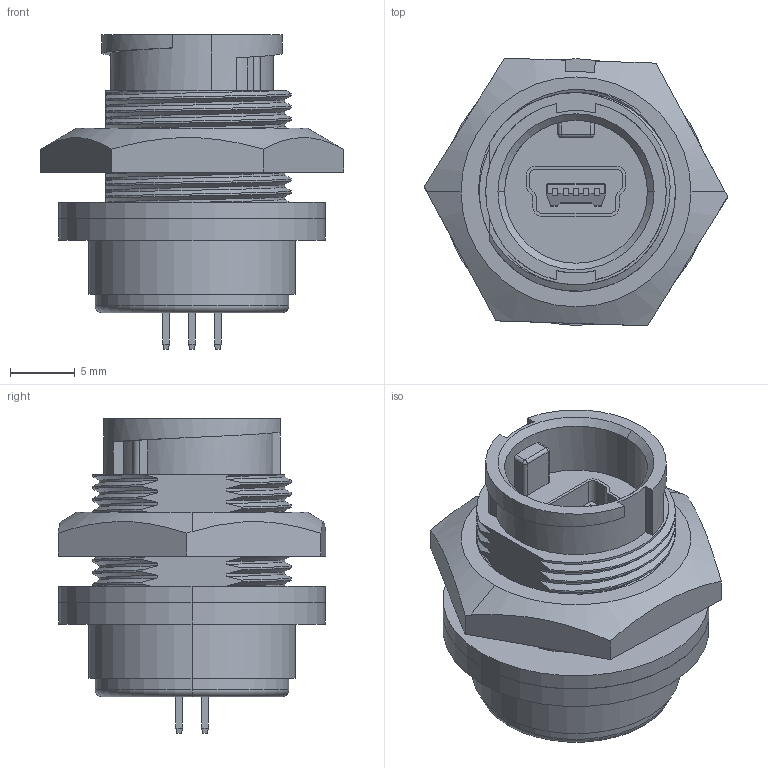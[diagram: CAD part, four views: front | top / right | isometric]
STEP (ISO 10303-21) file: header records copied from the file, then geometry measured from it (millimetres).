
FILE_DESCRIPTION (( 'STEP AP203' ), '1' );
FILE_NAME ('DCP-USBNB-MNHD.STEP', '2013-03-01T15:09:00', ( 'J0FPBF1' ), ( '' ), 'SwSTEP 2.0', 'SolidWorks 2012', '' );
FILE_SCHEMA (( 'CONFIG_CONTROL_DESIGN' ));
Length unit declared in the file: inch
Products named in the file (1): DCP-USBNB-MNHD
Bounding box: 23.45 x 20.7 x 24.32 mm (x, y, z)
Volume: 4022.9 mm3; surface area: 3203.4 mm2
Topology: 2 solids, 2 shells, 266 faces, 706 edges, 458 vertices
Faces by surface type: plane 154, cylinder 69, bspline 35, cone 4, torus 2, sphere 2
Entity records: 20797 total; most frequent: CARTESIAN_POINT 14578, ORIENTED_EDGE 1408, DIRECTION 1100, EDGE_CURVE 704, LINE 458, VECTOR 458, VERTEX_POINT 458, AXIS2_PLACEMENT_3D 321
